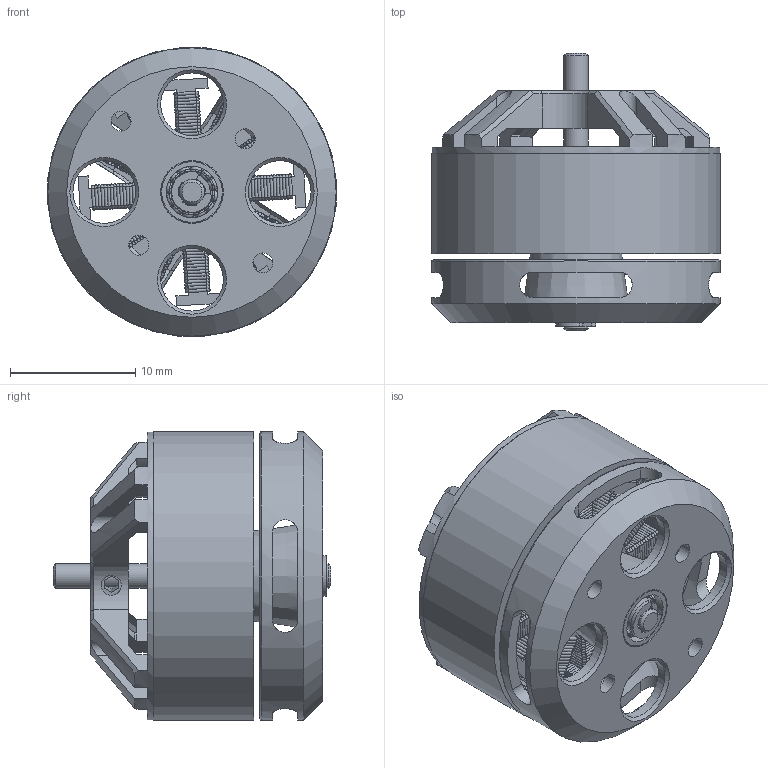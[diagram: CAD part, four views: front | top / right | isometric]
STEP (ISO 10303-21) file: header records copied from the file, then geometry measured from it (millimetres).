
FILE_DESCRIPTION(/* description */ ('STEP AP242','CAx-IF Rec.Pracs.---Representation and Presentation of Product Manufacturing Information (PMI)---4.0---2014-10-13','CAx-IF Rec.Pracs.---3D Tessellated Geometry---0.4---2014-09-14','2;1'),/* implementation_level */ '2;1');
FILE_NAME(/* name */ '65c1264c9a3d153648c6fb8b',/* time_stamp */ '2024-02-05T18:18:26Z',/* author */ (''),/* organization */ (''),/* preprocessor_version */ 'ST-DEVELOPER v19.4',/* originating_system */ ' ',/* authorisation */ ' ');
FILE_SCHEMA (('AP242_MANAGED_MODEL_BASED_3D_ENGINEERING_MIM_LF { 1 0 10303 442 1 1 4 }'));
Products named in the file (404): id2; id5; id8; id11; id14; id17; id20; id23; id26; id29; id32; id35; id38; id41; id44; id47; id50; id53; id56; id59; id62; id65; id68; id71; id74; id77; id80; id83; id86; id89; id92; id95; id98; id101; id104; id107; id110; id113; id116; id119 ...
Bounding box: 23.03 x 22.15 x 23.03 mm (x, y, z)
Surface area: 6148.8 mm2 (no closed solid volume)
Topology: 0 solids, 404 shells, 1814 faces, 5437 edges, 2746 vertices
Faces by surface type: cylinder 761, torus 535, plane 444, sphere 44, cone 22, bspline 8
Full cylindrical faces by diameter (mm): 0.25 x662, 1.6 x9, 2 x2, 2.9 x1, 4.1 x1, 5 x5, 20 x1, 21 x2, 23 x2, 23.1 x1
Entity records: 71821 total; most frequent: CARTESIAN_POINT 9807, DIRECTION 9517, ORIENTED_EDGE 5343, AXIS2_PLACEMENT_3D 3915, EDGE_CURVE 3626, VERTEX_POINT 2702, EDGE_LOOP 2582, FACE_BOUND 2582
